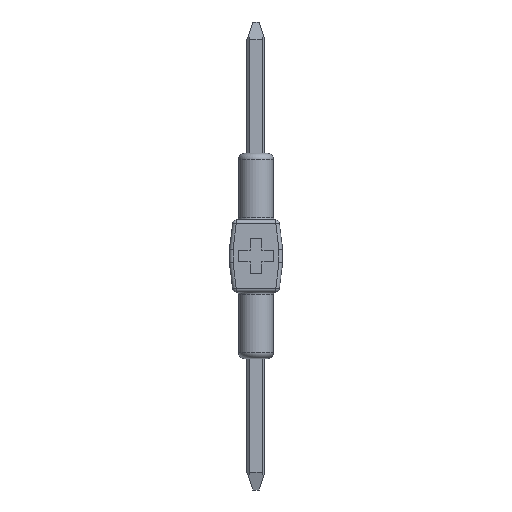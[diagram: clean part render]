
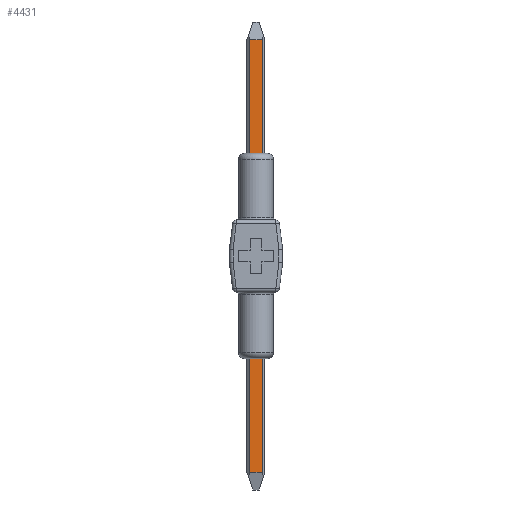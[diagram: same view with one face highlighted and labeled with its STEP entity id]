
A CAD part, front view. The second image highlights one B-rep face of the part: STEP entity #4431.
In plain terms, the highlighted planar face has unit normal (0, -1, 0).
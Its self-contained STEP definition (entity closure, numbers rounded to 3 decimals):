
#1423=ORIENTED_EDGE('',*,*,#2089,.T.);
#1424=ORIENTED_EDGE('',*,*,#2090,.T.);
#1425=ORIENTED_EDGE('',*,*,#2091,.T.);
#1426=ORIENTED_EDGE('',*,*,#2092,.T.);
#1427=ORIENTED_EDGE('',*,*,#2093,.F.);
#1428=ORIENTED_EDGE('',*,*,#2094,.T.);
#1429=ORIENTED_EDGE('',*,*,#2095,.T.);
#1430=ORIENTED_EDGE('',*,*,#2096,.T.);
#2089=EDGE_CURVE('',#2491,#2492,#2915,.T.);
#2090=EDGE_CURVE('',#2492,#2493,#2916,.T.);
#2091=EDGE_CURVE('',#2493,#2494,#2917,.T.);
#2092=EDGE_CURVE('',#2494,#2491,#2918,.T.);
#2093=EDGE_CURVE('',#2495,#2496,#2919,.T.);
#2094=EDGE_CURVE('',#2495,#2497,#2920,.T.);
#2095=EDGE_CURVE('',#2497,#2498,#2921,.T.);
#2096=EDGE_CURVE('',#2498,#2496,#2922,.F.);
#2491=VERTEX_POINT('',#7393);
#2492=VERTEX_POINT('',#7394);
#2493=VERTEX_POINT('',#7396);
#2494=VERTEX_POINT('',#7398);
#2495=VERTEX_POINT('',#7401);
#2496=VERTEX_POINT('',#7402);
#2497=VERTEX_POINT('',#7404);
#2498=VERTEX_POINT('',#7406);
#2915=LINE('',#7392,#3355);
#2916=LINE('',#7395,#3356);
#2917=LINE('',#7397,#3357);
#2918=LINE('',#7399,#3358);
#2919=LINE('',#7400,#3359);
#2920=LINE('',#7403,#3360);
#2921=LINE('',#7405,#3361);
#2922=LINE('',#7407,#3362);
#3355=VECTOR('',#6097,1000.);
#3356=VECTOR('',#6098,1000.);
#3357=VECTOR('',#6099,1000.);
#3358=VECTOR('',#6100,1000.);
#3359=VECTOR('',#6101,1000.);
#3360=VECTOR('',#6102,1000.);
#3361=VECTOR('',#6103,1000.);
#3362=VECTOR('',#6104,1000.);
#3695=EDGE_LOOP('',(#1423,#1424,#1425,#1426));
#3696=EDGE_LOOP('',(#1427,#1428,#1429,#1430));
#4011=FACE_BOUND('',#3695,.T.);
#4012=FACE_BOUND('',#3696,.T.);
#4164=PLANE('',#4877);
#4431=ADVANCED_FACE('',(#4011,#4012),#4164,.F.);
#4877=AXIS2_PLACEMENT_3D('',#7391,#6095,#6096);
#6095=DIRECTION('',(0.,1.,0.));
#6096=DIRECTION('',(0.,0.,1.));
#6097=DIRECTION('',(-1.,0.,0.));
#6098=DIRECTION('',(0.,0.,-1.));
#6099=DIRECTION('',(1.,0.,0.));
#6100=DIRECTION('',(0.,0.,1.));
#6101=DIRECTION('',(0.,0.,1.));
#6102=DIRECTION('',(-1.,0.,0.));
#6103=DIRECTION('',(0.,0.,1.));
#6104=DIRECTION('',(-1.,0.,0.));
#7391=CARTESIAN_POINT('',(-0.5,-0.5,-13.));
#7392=CARTESIAN_POINT('',(-0.5,-0.5,12.005));
#7393=CARTESIAN_POINT('',(0.35,-0.5,12.005));
#7394=CARTESIAN_POINT('',(-0.35,-0.5,12.005));
#7395=CARTESIAN_POINT('',(-0.35,-0.5,-12.005));
#7396=CARTESIAN_POINT('',(-0.35,-0.5,-12.005));
#7397=CARTESIAN_POINT('',(-0.5,-0.5,-12.005));
#7398=CARTESIAN_POINT('',(0.35,-0.5,-12.005));
#7399=CARTESIAN_POINT('',(0.35,-0.5,-13.));
#7400=CARTESIAN_POINT('',(0.2,-0.5,-13.));
#7401=CARTESIAN_POINT('',(0.2,-0.5,-0.49));
#7402=CARTESIAN_POINT('',(0.2,-0.5,0.49));
#7403=CARTESIAN_POINT('',(0.2,-0.5,-0.49));
#7404=CARTESIAN_POINT('',(-0.2,-0.5,-0.49));
#7405=CARTESIAN_POINT('',(-0.2,-0.5,-13.));
#7406=CARTESIAN_POINT('',(-0.2,-0.5,0.49));
#7407=CARTESIAN_POINT('',(0.2,-0.5,0.49));
